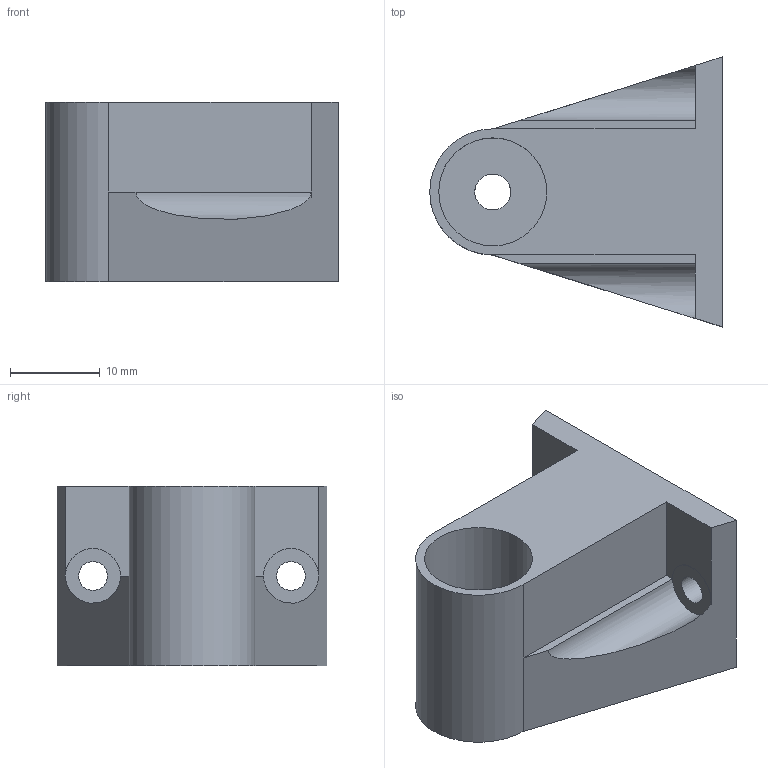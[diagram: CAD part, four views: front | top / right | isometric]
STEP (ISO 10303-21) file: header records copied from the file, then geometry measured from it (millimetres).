
FILE_DESCRIPTION(('FreeCAD Model'),'2;1');
FILE_NAME('Open CASCADE Shape Model','2025-03-24T15:40:56',(''),(''), 'Open CASCADE STEP processor 7.8','FreeCAD','Unknown');
FILE_SCHEMA(('AUTOMOTIVE_DESIGN { 1 0 10303 214 1 1 1 1 }'));
Length unit declared in the file: millimetre
Products named in the file (1): Z_reprap_v0_side
Bounding box: 32.5 x 30 x 20 mm (x, y, z)
Volume: 9579.5 mm3; surface area: 4010.3 mm2
Topology: 1 solids, 1 shells, 23 faces, 58 edges, 38 vertices
Faces by surface type: plane 16, cylinder 7
Full cylindrical faces by diameter (mm): 3.2 x2, 4 x1, 6.1 x2, 12 x1
Entity records: 728 total; most frequent: DIRECTION 124, CARTESIAN_POINT 120, ORIENTED_EDGE 116, EDGE_CURVE 58, AXIS2_PLACEMENT_3D 42, LINE 40, VECTOR 40, VERTEX_POINT 38
